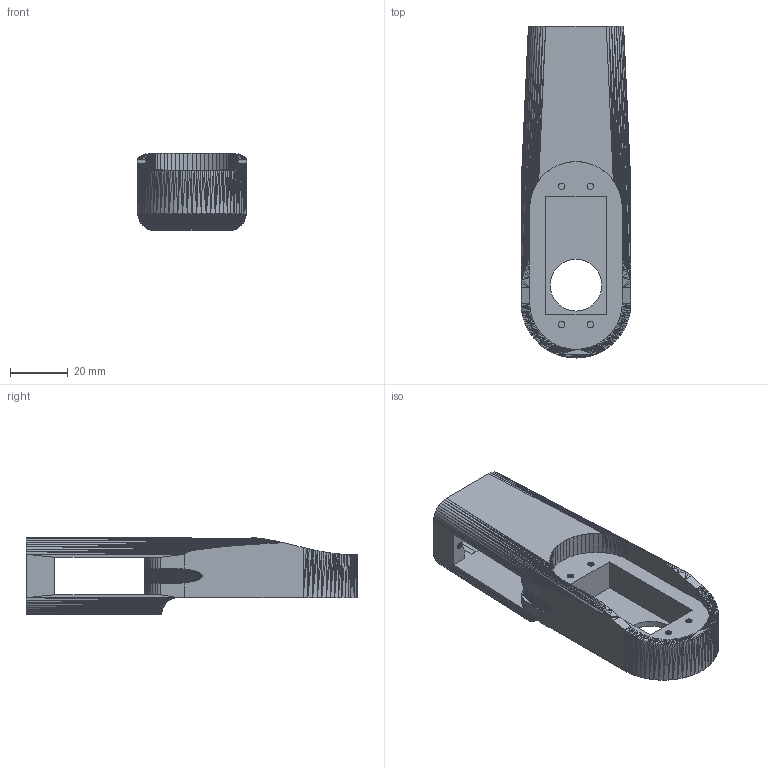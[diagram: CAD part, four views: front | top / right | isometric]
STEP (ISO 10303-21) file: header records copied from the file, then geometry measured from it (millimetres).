
FILE_DESCRIPTION (( 'STEP AP203' ), '1' );
FILE_NAME ('Arm 02_Default_sldprt.STEP', '2023-04-20T04:30:49', ( '' ), ( '' ), 'SwSTEP 2.0', 'SolidWorks 2019', '' );
FILE_SCHEMA (( 'CONFIG_CONTROL_DESIGN' ));
Length unit declared in the file: millimetre
Products named in the file (1): Arm 02_Default_sldprt
Bounding box: 38 x 115 x 27 mm (x, y, z)
Volume: 50151.2 mm3; surface area: 19048.6 mm2
Topology: 1 solids, 1 shells, 1561 faces, 3153 edges, 1602 vertices
Faces by surface type: plane 1557, cylinder 4
Entity records: 37890 total; most frequent: CARTESIAN_POINT 6317, ORIENTED_EDGE 6306, DIRECTION 6291, EDGE_CURVE 3153, VECTOR 3139, LINE 3139, VERTEX_POINT 1602, AXIS2_PLACEMENT_3D 1576
